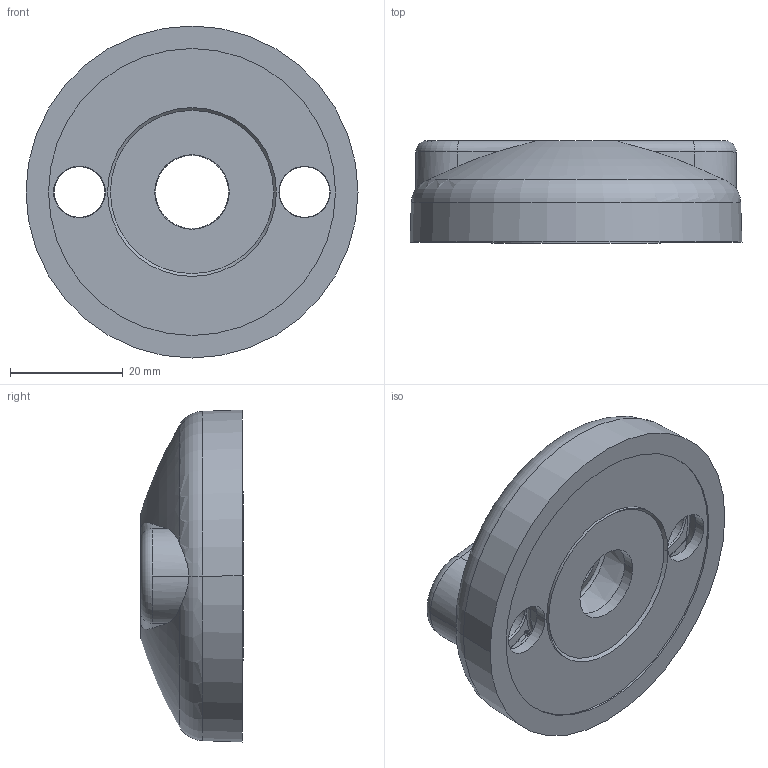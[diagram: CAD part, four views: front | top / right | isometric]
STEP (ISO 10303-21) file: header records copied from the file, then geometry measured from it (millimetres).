
FILE_DESCRIPTION (( 'STEP AP214' ), '1' );
FILE_NAME ('098a060zbs.STEP', '2012-02-24T09:47:46', ( 'de01pc046' ), ( 'Fath GmbH' ), 'SwSTEP 2.0', 'SolidWorks 2011', '' );
FILE_SCHEMA (( 'AUTOMOTIVE_DESIGN' ));
Length unit declared in the file: millimetre
Products named in the file (1): 098a060zbs
Bounding box: 59 x 18.2 x 59 mm (x, y, z)
Volume: 28342.4 mm3; surface area: 13226.9 mm2
Topology: 1 solids, 1 shells, 329 faces, 817 edges, 492 vertices
Faces by surface type: cylinder 92, bspline 90, torus 79, plane 40, cone 26, sphere 2
Entity records: 12762 total; most frequent: CARTESIAN_POINT 5461, ORIENTED_EDGE 1634, DIRECTION 1452, EDGE_CURVE 817, AXIS2_PLACEMENT_3D 651, VERTEX_POINT 492, CIRCLE 411, EDGE_LOOP 341
